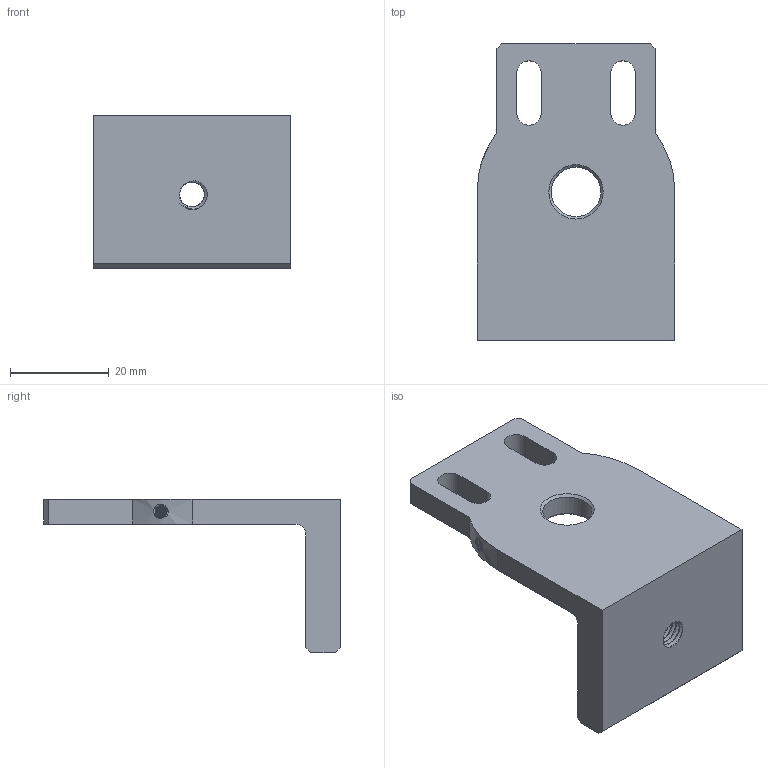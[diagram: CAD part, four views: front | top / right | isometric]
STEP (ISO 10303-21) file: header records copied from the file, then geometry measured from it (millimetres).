
FILE_DESCRIPTION(/* description */ (''),/* implementation_level */ '2;1');
FILE_NAME(/* name */ 'Holder 2 NEW.step.step',/* time_stamp */ '2019-01-18T16:00:46+01:00',/* author */ (''),/* organization */ (''),/* preprocessor_version */ 'ST-DEVELOPER v17.2',/* originating_system */ 'Autodesk Translation Framework v7.6.0.251',/* authorisation */ '');
FILE_SCHEMA (('AUTOMOTIVE_DESIGN { 1 0 10303 214 3 1 1 }'));
Length unit declared in the file: millimetre
Products named in the file (1): holder body
Bounding box: 40 x 60 x 31 mm (x, y, z)
Volume: 17156 mm3; surface area: 8213.2 mm2
Topology: 1 solids, 1 shells, 116 faces, 335 edges, 221 vertices
Faces by surface type: cylinder 90, plane 20, bspline 4, cone 2
Full cylindrical faces by diameter (mm): 2.529 x29, 3.086 x30, 5.035 x8, 6.147 x7, 10 x1
Entity records: 8425 total; most frequent: CARTESIAN_POINT 5661, ORIENTED_EDGE 670, DIRECTION 409, EDGE_CURVE 335, VERTEX_POINT 221, B_SPLINE_CURVE_WITH_KNOTS 175, LINE 137, VECTOR 137
